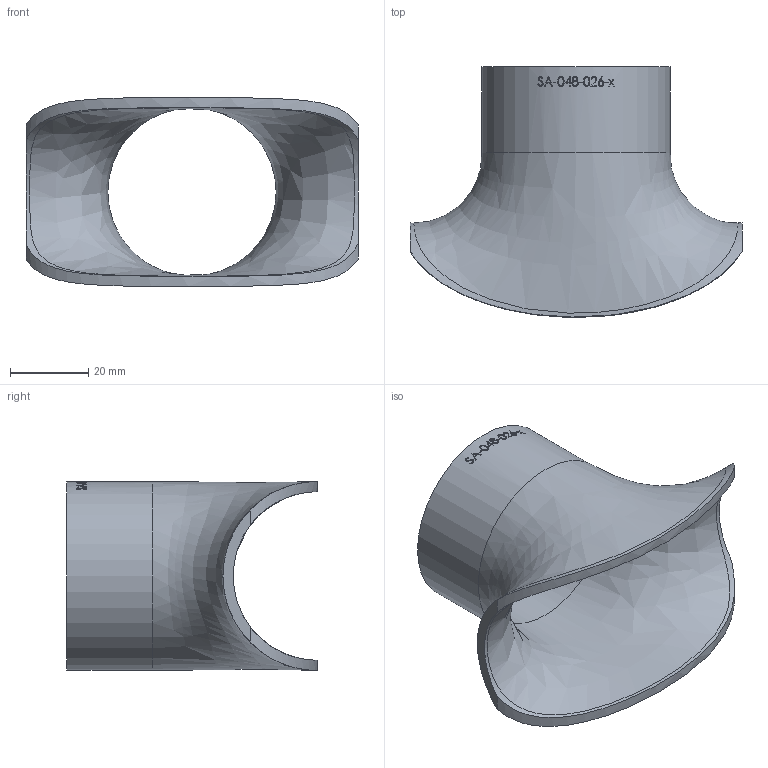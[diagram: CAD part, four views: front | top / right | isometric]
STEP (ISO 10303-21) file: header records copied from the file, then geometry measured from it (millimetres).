
FILE_DESCRIPTION (( 'STEP AP214' ), '1' );
FILE_NAME ('SA-048-026-x Sattelstutzen 1912.STEP', '2019-12-05T10:30:40', ( '' ), ( '' ), 'SwSTEP 2.0', 'SolidWorks 2016', '' );
FILE_SCHEMA (( 'AUTOMOTIVE_DESIGN' ));
Length unit declared in the file: millimetre
Products named in the file (1): SA-048-026-x Sattelstutzen 1912
Bounding box: 85 x 64.14 x 48.3 mm (x, y, z)
Volume: 26673.1 mm3; surface area: 21245.9 mm2
Topology: 1 solids, 1 shells, 154 faces, 398 edges, 265 vertices
Faces by surface type: bspline 92, plane 39, cylinder 23
Full cylindrical faces by diameter (mm): 43.1 x1, 48.3 x1
Entity records: 20375 total; most frequent: CARTESIAN_POINT 15897, ORIENTED_EDGE 780, EDGE_CURVE 390, DIRECTION 287, B_SPLINE_CURVE_WITH_KNOTS 284, VERTEX_POINT 262, EDGE_LOOP 180, FACE_OUTER_BOUND 158
